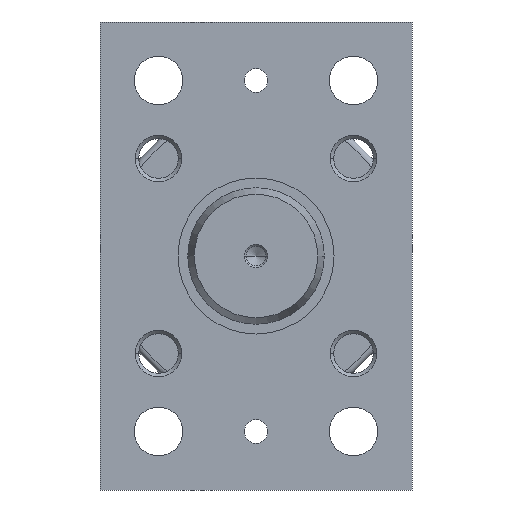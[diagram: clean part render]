
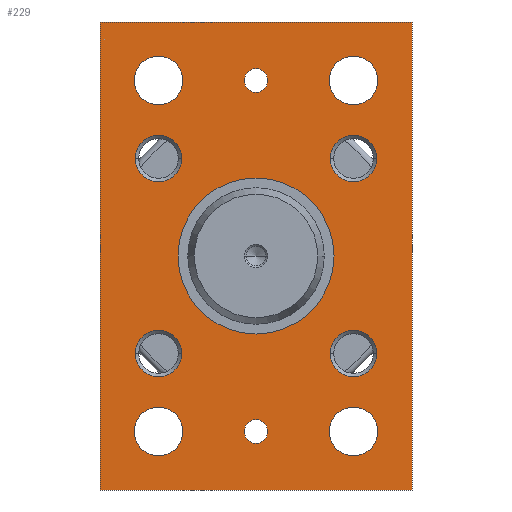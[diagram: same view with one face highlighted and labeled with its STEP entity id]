
A CAD part, left-side view. The second image highlights one B-rep face of the part: STEP entity #229.
In plain terms, the highlighted planar face has unit normal (-1, 0, 0).
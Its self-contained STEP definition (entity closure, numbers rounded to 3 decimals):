
#229=ADVANCED_FACE('',(#480,#481,#482,#483,#484,#485,#486,#487,#488,#489,#490,#491),#492,.F.);
#480=FACE_BOUND('',#746,.T.);
#481=FACE_BOUND('',#747,.T.);
#482=FACE_BOUND('',#748,.T.);
#483=FACE_BOUND('',#749,.T.);
#484=FACE_BOUND('',#750,.T.);
#485=FACE_BOUND('',#751,.T.);
#486=FACE_BOUND('',#752,.T.);
#487=FACE_BOUND('',#753,.T.);
#488=FACE_BOUND('',#754,.T.);
#489=FACE_BOUND('',#755,.T.);
#490=FACE_BOUND('',#756,.T.);
#491=FACE_OUTER_BOUND('',#757,.T.);
#492=PLANE('',#758);
#746=EDGE_LOOP('',(#1340,#1341));
#747=EDGE_LOOP('',(#1342,#1343));
#748=EDGE_LOOP('',(#1344,#1345));
#749=EDGE_LOOP('',(#1346,#1347));
#750=EDGE_LOOP('',(#1348,#1349));
#751=EDGE_LOOP('',(#1350,#1351));
#752=EDGE_LOOP('',(#1352,#1353));
#753=EDGE_LOOP('',(#1354,#1355));
#754=EDGE_LOOP('',(#1356,#1357));
#755=EDGE_LOOP('',(#1358,#1359));
#756=EDGE_LOOP('',(#1360,#1361));
#757=EDGE_LOOP('',(#1362,#1363,#1364,#1365));
#758=AXIS2_PLACEMENT_3D('',#1366,#1367,#1368);
#1340=ORIENTED_EDGE('',*,*,#1561,.T.);
#1341=ORIENTED_EDGE('',*,*,#1566,.T.);
#1342=ORIENTED_EDGE('',*,*,#1706,.T.);
#1343=ORIENTED_EDGE('',*,*,#1585,.T.);
#1344=ORIENTED_EDGE('',*,*,#1641,.T.);
#1345=ORIENTED_EDGE('',*,*,#1618,.T.);
#1346=ORIENTED_EDGE('',*,*,#1698,.T.);
#1347=ORIENTED_EDGE('',*,*,#1707,.T.);
#1348=ORIENTED_EDGE('',*,*,#1702,.T.);
#1349=ORIENTED_EDGE('',*,*,#1471,.T.);
#1350=ORIENTED_EDGE('',*,*,#1599,.T.);
#1351=ORIENTED_EDGE('',*,*,#1693,.T.);
#1352=ORIENTED_EDGE('',*,*,#1527,.T.);
#1353=ORIENTED_EDGE('',*,*,#1525,.T.);
#1354=ORIENTED_EDGE('',*,*,#1676,.T.);
#1355=ORIENTED_EDGE('',*,*,#1665,.T.);
#1356=ORIENTED_EDGE('',*,*,#1536,.T.);
#1357=ORIENTED_EDGE('',*,*,#1622,.T.);
#1358=ORIENTED_EDGE('',*,*,#1680,.T.);
#1359=ORIENTED_EDGE('',*,*,#1700,.T.);
#1360=ORIENTED_EDGE('',*,*,#1704,.T.);
#1361=ORIENTED_EDGE('',*,*,#1632,.T.);
#1362=ORIENTED_EDGE('',*,*,#1643,.T.);
#1363=ORIENTED_EDGE('',*,*,#1511,.T.);
#1364=ORIENTED_EDGE('',*,*,#1494,.T.);
#1365=ORIENTED_EDGE('',*,*,#1647,.T.);
#1366=CARTESIAN_POINT('',(-15.0,0.0,0.0));
#1367=DIRECTION('',(1.0,0.0,0.));
#1368=DIRECTION('',(0.,0.0,-1.0));
#1471=EDGE_CURVE('',#1727,#1731,#1733,.T.);
#1494=EDGE_CURVE('',#1774,#1772,#1775,.T.);
#1511=EDGE_CURVE('',#1801,#1774,#1802,.T.);
#1525=EDGE_CURVE('',#1821,#1825,#1827,.T.);
#1527=EDGE_CURVE('',#1825,#1821,#1829,.T.);
#1536=EDGE_CURVE('',#1843,#1841,#1844,.T.);
#1561=EDGE_CURVE('',#1872,#1874,#1876,.T.);
#1566=EDGE_CURVE('',#1874,#1872,#1881,.T.);
#1585=EDGE_CURVE('',#1911,#1909,#1912,.T.);
#1599=EDGE_CURVE('',#1935,#1933,#1936,.T.);
#1618=EDGE_CURVE('',#1963,#1961,#1964,.T.);
#1622=EDGE_CURVE('',#1841,#1843,#1968,.T.);
#1632=EDGE_CURVE('',#1980,#1984,#1986,.T.);
#1641=EDGE_CURVE('',#1961,#1963,#1995,.T.);
#1643=EDGE_CURVE('',#1997,#1801,#1998,.T.);
#1647=EDGE_CURVE('',#1772,#1997,#2003,.T.);
#1665=EDGE_CURVE('',#2021,#2025,#2027,.T.);
#1676=EDGE_CURVE('',#2025,#2021,#2040,.T.);
#1680=EDGE_CURVE('',#2046,#2044,#2047,.T.);
#1693=EDGE_CURVE('',#1933,#1935,#2063,.T.);
#1698=EDGE_CURVE('',#2066,#2068,#2070,.T.);
#1700=EDGE_CURVE('',#2044,#2046,#2072,.T.);
#1702=EDGE_CURVE('',#1731,#1727,#2074,.T.);
#1704=EDGE_CURVE('',#1984,#1980,#2076,.T.);
#1706=EDGE_CURVE('',#1909,#1911,#2078,.T.);
#1707=EDGE_CURVE('',#2068,#2066,#2079,.T.);
#1727=VERTEX_POINT('',#2099);
#1731=VERTEX_POINT('',#2104);
#1733=CIRCLE('',#2107,3.0);
#1772=VERTEX_POINT('',#2154);
#1774=VERTEX_POINT('',#2157);
#1775=LINE('',#2158,#2159);
#1801=VERTEX_POINT('',#2191);
#1802=LINE('',#2192,#2193);
#1821=VERTEX_POINT('',#2216);
#1825=VERTEX_POINT('',#2221);
#1827=CIRCLE('',#2224,6.25);
#1829=CIRCLE('',#2226,6.25);
#1841=VERTEX_POINT('',#2238);
#1843=VERTEX_POINT('',#2241);
#1844=CIRCLE('',#2242,6.25);
#1872=VERTEX_POINT('',#2275);
#1874=VERTEX_POINT('',#2278);
#1876=CIRCLE('',#2281,6.0);
#1881=CIRCLE('',#2286,6.0);
#1909=VERTEX_POINT('',#2318);
#1911=VERTEX_POINT('',#2321);
#1912=CIRCLE('',#2322,6.0);
#1933=VERTEX_POINT('',#2346);
#1935=VERTEX_POINT('',#2349);
#1936=CIRCLE('',#2350,3.0);
#1961=VERTEX_POINT('',#2382);
#1963=VERTEX_POINT('',#2385);
#1964=CIRCLE('',#2386,6.0);
#1968=CIRCLE('',#2391,6.25);
#1980=VERTEX_POINT('',#2405);
#1984=VERTEX_POINT('',#2410);
#1986=CIRCLE('',#2413,20.0);
#1995=CIRCLE('',#2424,6.0);
#1997=VERTEX_POINT('',#2426);
#1998=LINE('',#2427,#2428);
#2003=LINE('',#2435,#2436);
#2021=VERTEX_POINT('',#2455);
#2025=VERTEX_POINT('',#2460);
#2027=CIRCLE('',#2463,6.25);
#2040=CIRCLE('',#2478,6.25);
#2044=VERTEX_POINT('',#2482);
#2046=VERTEX_POINT('',#2485);
#2047=CIRCLE('',#2486,6.25);
#2063=CIRCLE('',#2503,3.0);
#2066=VERTEX_POINT('',#2506);
#2068=VERTEX_POINT('',#2509);
#2070=CIRCLE('',#2512,6.0);
#2072=CIRCLE('',#2514,6.25);
#2074=CIRCLE('',#2516,3.0);
#2076=CIRCLE('',#2518,20.0);
#2078=CIRCLE('',#2520,6.0);
#2079=CIRCLE('',#2521,6.0);
#2099=CARTESIAN_POINT('',(-15.0,0.,-48.0));
#2104=CARTESIAN_POINT('',(-15.0,0.,-42.0));
#2107=AXIS2_PLACEMENT_3D('',#2546,#2547,#2548);
#2154=CARTESIAN_POINT('',(-15.0,40.0,60.0));
#2157=CARTESIAN_POINT('',(-15.0,-40.0,60.0));
#2158=CARTESIAN_POINT('',(-15.0,0.0,60.0));
#2159=VECTOR('',#2582,1.0);
#2191=CARTESIAN_POINT('',(-15.0,-40.0,-60.0));
#2192=CARTESIAN_POINT('',(-15.0,-40.0,0.0));
#2193=VECTOR('',#2607,1.0);
#2216=CARTESIAN_POINT('',(-15.0,25.0,-51.25));
#2221=CARTESIAN_POINT('',(-15.0,25.0,-38.75));
#2224=AXIS2_PLACEMENT_3D('',#2629,#2630,#2631);
#2226=AXIS2_PLACEMENT_3D('',#2632,#2633,#2634);
#2238=CARTESIAN_POINT('',(-15.0,25.0,38.75));
#2241=CARTESIAN_POINT('',(-15.0,25.0,51.25));
#2242=AXIS2_PLACEMENT_3D('',#2651,#2652,#2653);
#2275=CARTESIAN_POINT('',(-15.0,31.0,-25.0));
#2278=CARTESIAN_POINT('',(-15.0,19.0,-25.0));
#2281=AXIS2_PLACEMENT_3D('',#2691,#2692,#2693);
#2286=AXIS2_PLACEMENT_3D('',#2700,#2701,#2702);
#2318=CARTESIAN_POINT('',(-15.0,-19.0,-25.0));
#2321=CARTESIAN_POINT('',(-15.0,-31.0,-25.0));
#2322=AXIS2_PLACEMENT_3D('',#2732,#2733,#2734);
#2346=CARTESIAN_POINT('',(-15.0,0.,42.0));
#2349=CARTESIAN_POINT('',(-15.0,0.,48.0));
#2350=AXIS2_PLACEMENT_3D('',#2757,#2758,#2759);
#2382=CARTESIAN_POINT('',(-15.0,31.0,25.0));
#2385=CARTESIAN_POINT('',(-15.0,19.0,25.0));
#2386=AXIS2_PLACEMENT_3D('',#2786,#2787,#2788);
#2391=AXIS2_PLACEMENT_3D('',#2793,#2794,#2795);
#2405=CARTESIAN_POINT('',(-15.0,0.,-20.0));
#2410=CARTESIAN_POINT('',(-15.0,0.,20.0));
#2413=AXIS2_PLACEMENT_3D('',#2809,#2810,#2811);
#2424=AXIS2_PLACEMENT_3D('',#2820,#2821,#2822);
#2426=CARTESIAN_POINT('',(-15.0,40.0,-60.0));
#2427=CARTESIAN_POINT('',(-15.0,0.0,-60.0));
#2428=VECTOR('',#2823,1.0);
#2435=CARTESIAN_POINT('',(-15.0,40.0,0.0));
#2436=VECTOR('',#2826,1.0);
#2455=CARTESIAN_POINT('',(-15.0,-25.0,-51.25));
#2460=CARTESIAN_POINT('',(-15.0,-25.0,-38.75));
#2463=AXIS2_PLACEMENT_3D('',#2857,#2858,#2859);
#2478=AXIS2_PLACEMENT_3D('',#2871,#2872,#2873);
#2482=CARTESIAN_POINT('',(-15.0,-25.0,38.75));
#2485=CARTESIAN_POINT('',(-15.0,-25.0,51.25));
#2486=AXIS2_PLACEMENT_3D('',#2878,#2879,#2880);
#2503=AXIS2_PLACEMENT_3D('',#2906,#2907,#2908);
#2506=CARTESIAN_POINT('',(-15.0,-19.0,25.0));
#2509=CARTESIAN_POINT('',(-15.0,-31.0,25.0));
#2512=AXIS2_PLACEMENT_3D('',#2911,#2912,#2913);
#2514=AXIS2_PLACEMENT_3D('',#2914,#2915,#2916);
#2516=AXIS2_PLACEMENT_3D('',#2917,#2918,#2919);
#2518=AXIS2_PLACEMENT_3D('',#2920,#2921,#2922);
#2520=AXIS2_PLACEMENT_3D('',#2923,#2924,#2925);
#2521=AXIS2_PLACEMENT_3D('',#2926,#2927,#2928);
#2546=CARTESIAN_POINT('',(-15.0,0.0,-45.0));
#2547=DIRECTION('',(1.0,0.0,0.));
#2548=DIRECTION('',(0.,0.0,-1.0));
#2582=DIRECTION('',(0.0,1.0,0.0));
#2607=DIRECTION('',(0.,0.0,1.0));
#2629=CARTESIAN_POINT('',(-15.0,25.0,-45.0));
#2630=DIRECTION('',(1.0,0.0,0.));
#2631=DIRECTION('',(0.,0.0,-1.0));
#2632=CARTESIAN_POINT('',(-15.0,25.0,-45.0));
#2633=DIRECTION('',(1.0,0.0,0.));
#2634=DIRECTION('',(0.,0.0,-1.0));
#2651=CARTESIAN_POINT('',(-15.0,25.0,45.0));
#2652=DIRECTION('',(1.0,0.0,0.));
#2653=DIRECTION('',(0.,0.0,-1.0));
#2691=CARTESIAN_POINT('',(-15.0,25.0,-25.0));
#2692=DIRECTION('',(1.0,-0.0,0.));
#2693=DIRECTION('',(0.0,1.0,0.0));
#2700=CARTESIAN_POINT('',(-15.0,25.0,-25.0));
#2701=DIRECTION('',(1.0,-0.0,0.));
#2702=DIRECTION('',(0.0,1.0,0.0));
#2732=CARTESIAN_POINT('',(-15.0,-25.0,-25.0));
#2733=DIRECTION('',(1.0,-0.0,0.));
#2734=DIRECTION('',(0.0,1.0,0.0));
#2757=CARTESIAN_POINT('',(-15.0,0.0,45.0));
#2758=DIRECTION('',(1.0,0.0,0.));
#2759=DIRECTION('',(0.,0.0,-1.0));
#2786=CARTESIAN_POINT('',(-15.0,25.0,25.0));
#2787=DIRECTION('',(1.0,-0.0,0.));
#2788=DIRECTION('',(0.0,1.0,0.0));
#2793=CARTESIAN_POINT('',(-15.0,25.0,45.0));
#2794=DIRECTION('',(1.0,0.0,0.));
#2795=DIRECTION('',(0.,0.0,-1.0));
#2809=CARTESIAN_POINT('',(-15.0,0.0,0.0));
#2810=DIRECTION('',(1.0,0.0,0.));
#2811=DIRECTION('',(0.,0.0,-1.0));
#2820=CARTESIAN_POINT('',(-15.0,25.0,25.0));
#2821=DIRECTION('',(1.0,-0.0,0.));
#2822=DIRECTION('',(0.0,1.0,0.0));
#2823=DIRECTION('',(0.0,-1.0,0.0));
#2826=DIRECTION('',(0.,0.0,-1.0));
#2857=CARTESIAN_POINT('',(-15.0,-25.0,-45.0));
#2858=DIRECTION('',(1.0,0.0,0.));
#2859=DIRECTION('',(0.,0.0,-1.0));
#2871=CARTESIAN_POINT('',(-15.0,-25.0,-45.0));
#2872=DIRECTION('',(1.0,0.0,0.));
#2873=DIRECTION('',(0.,0.0,-1.0));
#2878=CARTESIAN_POINT('',(-15.0,-25.0,45.0));
#2879=DIRECTION('',(1.0,0.0,0.));
#2880=DIRECTION('',(0.,0.0,-1.0));
#2906=CARTESIAN_POINT('',(-15.0,0.0,45.0));
#2907=DIRECTION('',(1.0,0.0,0.));
#2908=DIRECTION('',(0.,0.0,-1.0));
#2911=CARTESIAN_POINT('',(-15.0,-25.0,25.0));
#2912=DIRECTION('',(1.0,-0.0,0.));
#2913=DIRECTION('',(0.0,1.0,0.0));
#2914=CARTESIAN_POINT('',(-15.0,-25.0,45.0));
#2915=DIRECTION('',(1.0,0.0,0.));
#2916=DIRECTION('',(0.,0.0,-1.0));
#2917=CARTESIAN_POINT('',(-15.0,0.0,-45.0));
#2918=DIRECTION('',(1.0,0.0,0.));
#2919=DIRECTION('',(0.,0.0,-1.0));
#2920=CARTESIAN_POINT('',(-15.0,0.0,0.0));
#2921=DIRECTION('',(1.0,0.0,0.));
#2922=DIRECTION('',(0.,0.0,-1.0));
#2923=CARTESIAN_POINT('',(-15.0,-25.0,-25.0));
#2924=DIRECTION('',(1.0,-0.0,0.));
#2925=DIRECTION('',(0.0,1.0,0.0));
#2926=CARTESIAN_POINT('',(-15.0,-25.0,25.0));
#2927=DIRECTION('',(1.0,-0.0,0.));
#2928=DIRECTION('',(0.0,1.0,0.0));
